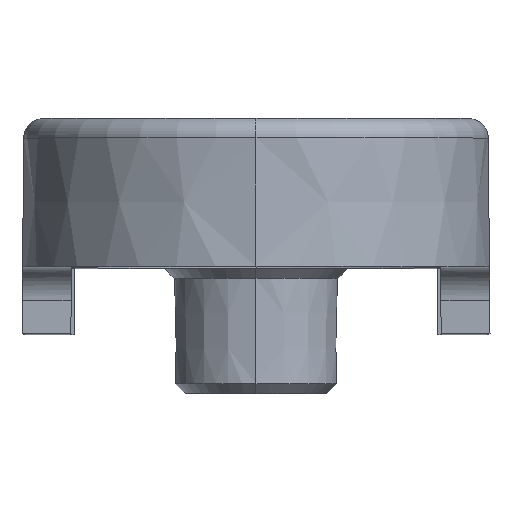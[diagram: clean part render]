
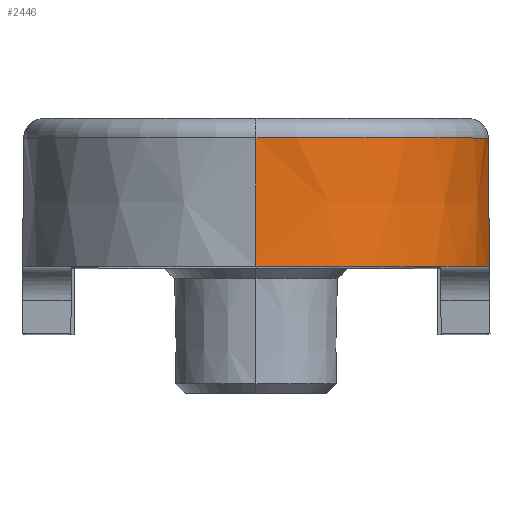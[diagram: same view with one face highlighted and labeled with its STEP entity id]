
A CAD part, top view. The second image highlights one B-rep face of the part: STEP entity #2446.
In plain terms, the highlighted conical face has half-angle 0.5 degrees and reference radius 7.1 mm.
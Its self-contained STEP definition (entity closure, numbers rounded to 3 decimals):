
#122 = VERTEX_POINT ( 'NONE', #346 ) ;
#124 = VERTEX_POINT ( 'NONE', #420 ) ;
#157 = ORIENTED_EDGE ( 'NONE', *, *, #1059, .T. ) ;
#227 = EDGE_CURVE ( 'NONE', #2901, #122, #2778, .T. ) ;
#263 = DIRECTION ( 'NONE',  ( 0.009, -1., 0. ) ) ;
#346 = CARTESIAN_POINT ( 'NONE',  ( 7.083, -2.25, 14.924 ) ) ;
#358 = DIRECTION ( 'NONE',  ( 0., 0., 1. ) ) ;
#420 = CARTESIAN_POINT ( 'NONE',  ( 0., 1.655, 21.973 ) ) ;
#445 = CARTESIAN_POINT ( 'NONE',  ( 7.1, -4.25, 14.924 ) ) ;
#453 = DIRECTION ( 'NONE',  ( 0., -1., 0. ) ) ;
#541 = DIRECTION ( 'NONE',  ( 0., -1., 0. ) ) ;
#627 = CARTESIAN_POINT ( 'NONE',  ( 0., -2.25, 14.924 ) ) ;
#729 = CARTESIAN_POINT ( 'NONE',  ( 0., 1.655, 14.924 ) ) ;
#742 = VERTEX_POINT ( 'NONE', #2494 ) ;
#745 = VECTOR ( 'NONE', #263, 1000. ) ;
#847 = AXIS2_PLACEMENT_3D ( 'NONE', #627, #2163, #358 ) ;
#869 = CARTESIAN_POINT ( 'NONE',  ( 0., -4.25, 22.024 ) ) ;
#966 = LINE ( 'NONE', #869, #3109 ) ;
#995 = DIRECTION ( 'NONE',  ( 0., 0., -1. ) ) ;
#1059 = EDGE_CURVE ( 'NONE', #742, #122, #2024, .T. ) ;
#1156 = DIRECTION ( 'NONE',  ( 0., -1., 0.009 ) ) ;
#1943 = EDGE_CURVE ( 'NONE', #2901, #124, #2743, .T. ) ;
#2016 = ORIENTED_EDGE ( 'NONE', *, *, #227, .F. ) ;
#2024 = CIRCLE ( 'NONE', #847, 7.083 ) ;
#2150 = CARTESIAN_POINT ( 'NONE',  ( 7.048, 1.655, 14.924 ) ) ;
#2163 = DIRECTION ( 'NONE',  ( 0., 1., 0. ) ) ;
#2243 = EDGE_CURVE ( 'NONE', #124, #742, #966, .T. ) ;
#2249 = EDGE_LOOP ( 'NONE', ( #2424, #2496, #157, #2016 ) ) ;
#2329 = CARTESIAN_POINT ( 'NONE',  ( 0., -4.25, 14.924 ) ) ;
#2424 = ORIENTED_EDGE ( 'NONE', *, *, #1943, .T. ) ;
#2446 = ADVANCED_FACE ( 'NONE', ( #2678 ), #2661, .T. ) ;
#2494 = CARTESIAN_POINT ( 'NONE',  ( 0., -2.25, 22.007 ) ) ;
#2496 = ORIENTED_EDGE ( 'NONE', *, *, #2243, .T. ) ;
#2633 = AXIS2_PLACEMENT_3D ( 'NONE', #2329, #541, #2650 ) ;
#2650 = DIRECTION ( 'NONE',  ( 0., 0., 1. ) ) ;
#2661 = CONICAL_SURFACE ( 'NONE', #2633, 7.1, 0.009 ) ;
#2678 = FACE_OUTER_BOUND ( 'NONE', #2249, .T. ) ;
#2743 = CIRCLE ( 'NONE', #2758, 7.048 ) ;
#2758 = AXIS2_PLACEMENT_3D ( 'NONE', #729, #453, #995 ) ;
#2778 = LINE ( 'NONE', #445, #745 ) ;
#2901 = VERTEX_POINT ( 'NONE', #2150 ) ;
#3109 = VECTOR ( 'NONE', #1156, 1000. ) ;
